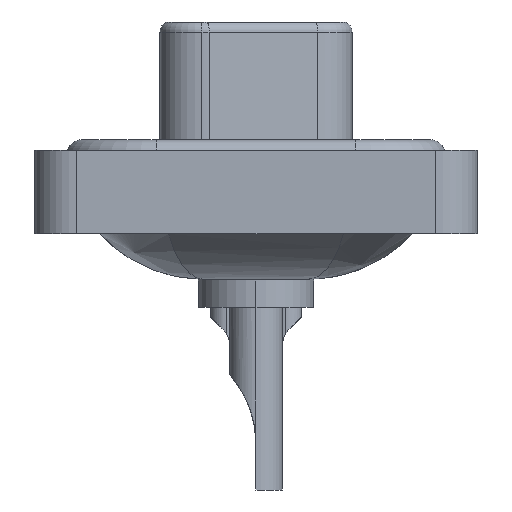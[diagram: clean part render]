
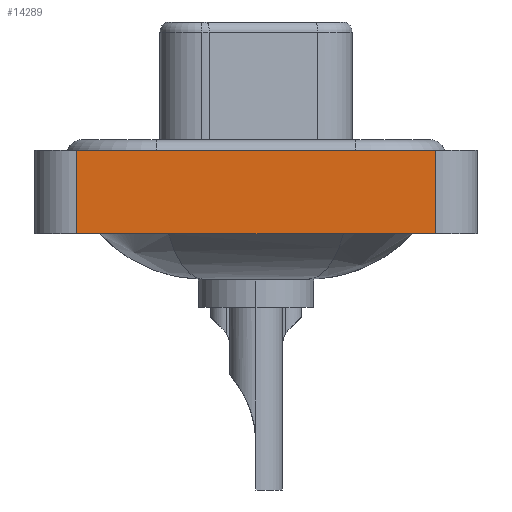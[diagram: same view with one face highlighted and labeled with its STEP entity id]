
A CAD part, left-side view. The second image highlights one B-rep face of the part: STEP entity #14289.
In plain terms, the highlighted planar face has unit normal (-1, 0, 0).
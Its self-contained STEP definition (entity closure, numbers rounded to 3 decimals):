
#191 = DIRECTION ( 'NONE',  ( 0., 0., 1. ) ) ;
#289 = VERTEX_POINT ( 'NONE', #19008 ) ;
#401 = PLANE ( 'NONE',  #8377 ) ;
#772 = EDGE_LOOP ( 'NONE', ( #4092, #13711, #9437, #17345 ) ) ;
#1327 = EDGE_CURVE ( 'NONE', #5224, #14951, #8589, .T. ) ;
#2427 = CARTESIAN_POINT ( 'NONE',  ( -7.3, 8.55, -3.6 ) ) ;
#3451 = LINE ( 'NONE', #11220, #14961 ) ;
#4092 = ORIENTED_EDGE ( 'NONE', *, *, #19812, .T. ) ;
#5224 = VERTEX_POINT ( 'NONE', #11196 ) ;
#5430 = CARTESIAN_POINT ( 'NONE',  ( -7.3, 8.55, 0.4 ) ) ;
#6579 = CARTESIAN_POINT ( 'NONE',  ( -7.3, -8.55, -3.6 ) ) ;
#6650 = EDGE_CURVE ( 'NONE', #5224, #19549, #3451, .T. ) ;
#8215 = EDGE_CURVE ( 'NONE', #14951, #289, #11418, .T. ) ;
#8377 = AXIS2_PLACEMENT_3D ( 'NONE', #6579, #17092, #191 ) ;
#8589 = LINE ( 'NONE', #2427, #14077 ) ;
#8921 = CARTESIAN_POINT ( 'NONE',  ( -7.3, -8.55, -3.6 ) ) ;
#9437 = ORIENTED_EDGE ( 'NONE', *, *, #1327, .F. ) ;
#9634 = CARTESIAN_POINT ( 'NONE',  ( -7.3, -8.55, -3.6 ) ) ;
#9927 = DIRECTION ( 'NONE',  ( 0., -1., 0. ) ) ;
#11196 = CARTESIAN_POINT ( 'NONE',  ( -7.3, 8.55, -3.6 ) ) ;
#11220 = CARTESIAN_POINT ( 'NONE',  ( -7.3, -8.55, -3.6 ) ) ;
#11418 = LINE ( 'NONE', #17516, #17169 ) ;
#13629 = LINE ( 'NONE', #8921, #15062 ) ;
#13711 = ORIENTED_EDGE ( 'NONE', *, *, #8215, .F. ) ;
#14077 = VECTOR ( 'NONE', #17703, 1000. ) ;
#14089 = FACE_OUTER_BOUND ( 'NONE', #772, .T. ) ;
#14289 = ADVANCED_FACE ( 'NONE', ( #14089 ), #401, .T. ) ;
#14951 = VERTEX_POINT ( 'NONE', #5430 ) ;
#14961 = VECTOR ( 'NONE', #18631, 1000. ) ;
#15062 = VECTOR ( 'NONE', #19539, 1000. ) ;
#17092 = DIRECTION ( 'NONE',  ( -1., 0., 0. ) ) ;
#17169 = VECTOR ( 'NONE', #9927, 1000. ) ;
#17345 = ORIENTED_EDGE ( 'NONE', *, *, #6650, .T. ) ;
#17516 = CARTESIAN_POINT ( 'NONE',  ( -7.3, -8.55, 0.4 ) ) ;
#17703 = DIRECTION ( 'NONE',  ( 0., 0., 1. ) ) ;
#18631 = DIRECTION ( 'NONE',  ( 0., -1., 0. ) ) ;
#19008 = CARTESIAN_POINT ( 'NONE',  ( -7.3, -8.55, 0.4 ) ) ;
#19539 = DIRECTION ( 'NONE',  ( 0., 0., 1. ) ) ;
#19549 = VERTEX_POINT ( 'NONE', #9634 ) ;
#19812 = EDGE_CURVE ( 'NONE', #19549, #289, #13629, .T. ) ;
